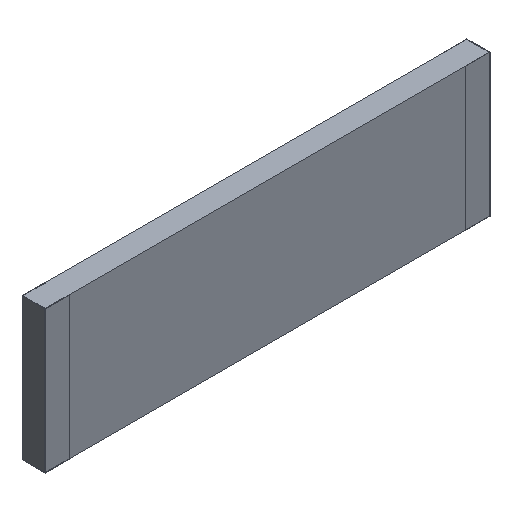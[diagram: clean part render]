
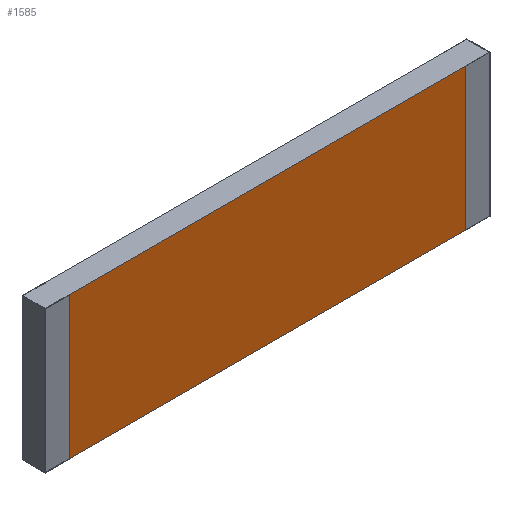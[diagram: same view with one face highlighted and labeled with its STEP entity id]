
A CAD part, isometric view. The second image highlights one B-rep face of the part: STEP entity #1585.
In plain terms, the highlighted planar face has unit normal (0, -1, 0).
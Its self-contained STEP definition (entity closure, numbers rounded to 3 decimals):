
#37 = ORIENTED_EDGE ( 'NONE', *, *, #193, .T. ) ;
#193 = EDGE_CURVE ( 'NONE', #4311, #3287, #3817, .T. ) ;
#458 = VERTEX_POINT ( 'NONE', #4683 ) ;
#712 = ORIENTED_EDGE ( 'NONE', *, *, #4689, .T. ) ;
#828 = DIRECTION ( 'NONE',  ( 0., 0., -1. ) ) ;
#904 = VECTOR ( 'NONE', #4853, 1000. ) ;
#1003 = AXIS2_PLACEMENT_3D ( 'NONE', #4236, #3317, #828 ) ;
#1323 = PLANE ( 'NONE',  #1003 ) ;
#1353 = VECTOR ( 'NONE', #2536, 1000. ) ;
#1428 = CARTESIAN_POINT ( 'NONE',  ( 0., 0., 0. ) ) ;
#1570 = VECTOR ( 'NONE', #4316, 1000. ) ;
#1585 = ADVANCED_FACE ( 'NONE', ( #3974 ), #1323, .T. ) ;
#1679 = EDGE_CURVE ( 'NONE', #2994, #4311, #3565, .T. ) ;
#1982 = VECTOR ( 'NONE', #2724, 1000. ) ;
#2536 = DIRECTION ( 'NONE',  ( -1., 0., 0. ) ) ;
#2689 = CARTESIAN_POINT ( 'NONE',  ( 10., 0., 0. ) ) ;
#2724 = DIRECTION ( 'NONE',  ( 0., 0., -1. ) ) ;
#2804 = ORIENTED_EDGE ( 'NONE', *, *, #4912, .T. ) ;
#2994 = VERTEX_POINT ( 'NONE', #4971 ) ;
#3029 = EDGE_LOOP ( 'NONE', ( #37, #712, #2804, #5348 ) ) ;
#3287 = VERTEX_POINT ( 'NONE', #2689 ) ;
#3317 = DIRECTION ( 'NONE',  ( 0., -1., 0. ) ) ;
#3547 = CARTESIAN_POINT ( 'NONE',  ( 10., 0., 0. ) ) ;
#3565 = LINE ( 'NONE', #4301, #1570 ) ;
#3699 = CARTESIAN_POINT ( 'NONE',  ( 0., 0., 0. ) ) ;
#3817 = LINE ( 'NONE', #3547, #904 ) ;
#3974 = FACE_OUTER_BOUND ( 'NONE', #3029, .T. ) ;
#4236 = CARTESIAN_POINT ( 'NONE',  ( 0., 0., 0. ) ) ;
#4238 = CARTESIAN_POINT ( 'NONE',  ( 10., 0., -3.2 ) ) ;
#4301 = CARTESIAN_POINT ( 'NONE',  ( 0., 0., -3.2 ) ) ;
#4311 = VERTEX_POINT ( 'NONE', #4238 ) ;
#4316 = DIRECTION ( 'NONE',  ( 1., 0., 0. ) ) ;
#4482 = LINE ( 'NONE', #3699, #1353 ) ;
#4677 = LINE ( 'NONE', #1428, #1982 ) ;
#4683 = CARTESIAN_POINT ( 'NONE',  ( 0., 0., 0. ) ) ;
#4689 = EDGE_CURVE ( 'NONE', #3287, #458, #4482, .T. ) ;
#4853 = DIRECTION ( 'NONE',  ( 0., 0., 1. ) ) ;
#4912 = EDGE_CURVE ( 'NONE', #458, #2994, #4677, .T. ) ;
#4971 = CARTESIAN_POINT ( 'NONE',  ( 0., 0., -3.2 ) ) ;
#5348 = ORIENTED_EDGE ( 'NONE', *, *, #1679, .T. ) ;
